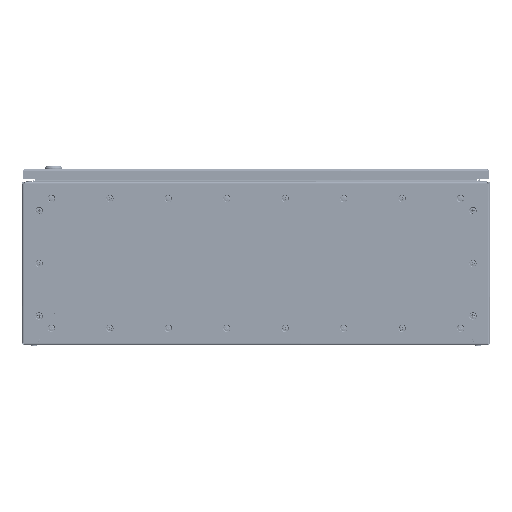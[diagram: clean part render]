
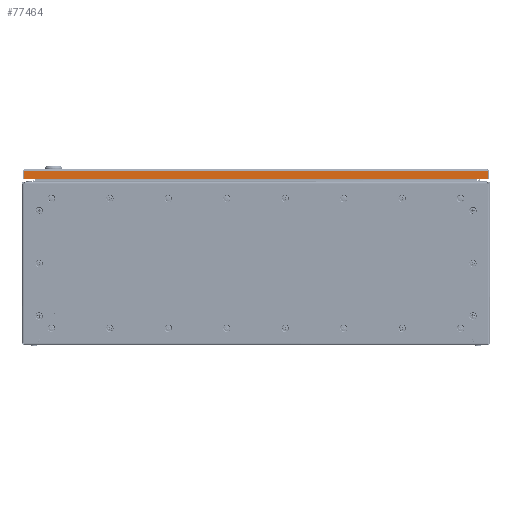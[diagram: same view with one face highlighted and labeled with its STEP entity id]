
A CAD part, front view. The second image highlights one B-rep face of the part: STEP entity #77464.
In plain terms, the highlighted planar face has unit normal (0, -1, 0).
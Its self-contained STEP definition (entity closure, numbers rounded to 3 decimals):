
#8083 = ORIENTED_EDGE ( 'NONE', *, *, #42919, .F. ) ;
#8101 = DIRECTION ( 'NONE',  ( 0., 0., -1. ) ) ;
#9883 = CARTESIAN_POINT ( 'NONE',  ( -396.746, -498., 0. ) ) ;
#20494 = EDGE_CURVE ( 'NONE', #51617, #67757, #114284, .T. ) ;
#22893 = EDGE_CURVE ( 'NONE', #51617, #63869, #29874, .T. ) ;
#23764 = DIRECTION ( 'NONE',  ( 1., 0., 0. ) ) ;
#26740 = VECTOR ( 'NONE', #45334, 1000. ) ;
#29874 = LINE ( 'NONE', #52557, #115980 ) ;
#34758 = AXIS2_PLACEMENT_3D ( 'NONE', #48543, #57157, #76394 ) ;
#34780 = CARTESIAN_POINT ( 'NONE',  ( -396.746, -498., -3.4 ) ) ;
#38716 = FACE_OUTER_BOUND ( 'NONE', #90251, .T. ) ;
#39695 = CARTESIAN_POINT ( 'NONE',  ( 396.746, -498., -3.4 ) ) ;
#42801 = CARTESIAN_POINT ( 'NONE',  ( 396.746, -498., -1.4 ) ) ;
#42919 = EDGE_CURVE ( 'NONE', #63869, #54081, #77833, .T. ) ;
#45209 = CARTESIAN_POINT ( 'NONE',  ( -396.746, -498., -16.5 ) ) ;
#45334 = DIRECTION ( 'NONE',  ( 0., 0., -1. ) ) ;
#48543 = CARTESIAN_POINT ( 'NONE',  ( 0., -498., 0. ) ) ;
#49848 = ORIENTED_EDGE ( 'NONE', *, *, #20494, .T. ) ;
#50302 = CARTESIAN_POINT ( 'NONE',  ( 0., -498., -16.5 ) ) ;
#51617 = VERTEX_POINT ( 'NONE', #34780 ) ;
#52557 = CARTESIAN_POINT ( 'NONE',  ( 398.5, -498., -3.4 ) ) ;
#54081 = VERTEX_POINT ( 'NONE', #61763 ) ;
#54652 = EDGE_CURVE ( 'NONE', #67757, #54081, #72053, .T. ) ;
#56782 = PLANE ( 'NONE',  #34758 ) ;
#57157 = DIRECTION ( 'NONE',  ( 0., 1., 0. ) ) ;
#59674 = ORIENTED_EDGE ( 'NONE', *, *, #54652, .T. ) ;
#61763 = CARTESIAN_POINT ( 'NONE',  ( 396.746, -498., -16.5 ) ) ;
#63869 = VERTEX_POINT ( 'NONE', #39695 ) ;
#67757 = VERTEX_POINT ( 'NONE', #45209 ) ;
#72053 = LINE ( 'NONE', #50302, #108780 ) ;
#76394 = DIRECTION ( 'NONE',  ( 0., 0., 1. ) ) ;
#77464 = ADVANCED_FACE ( 'NONE', ( #38716 ), #56782, .F. ) ;
#77833 = LINE ( 'NONE', #42801, #103172 ) ;
#80126 = ORIENTED_EDGE ( 'NONE', *, *, #22893, .F. ) ;
#90251 = EDGE_LOOP ( 'NONE', ( #8083, #80126, #49848, #59674 ) ) ;
#95528 = DIRECTION ( 'NONE',  ( 1., 0., 0. ) ) ;
#103172 = VECTOR ( 'NONE', #8101, 1000. ) ;
#108780 = VECTOR ( 'NONE', #95528, 1000. ) ;
#114284 = LINE ( 'NONE', #9883, #26740 ) ;
#115980 = VECTOR ( 'NONE', #23764, 1000. ) ;
